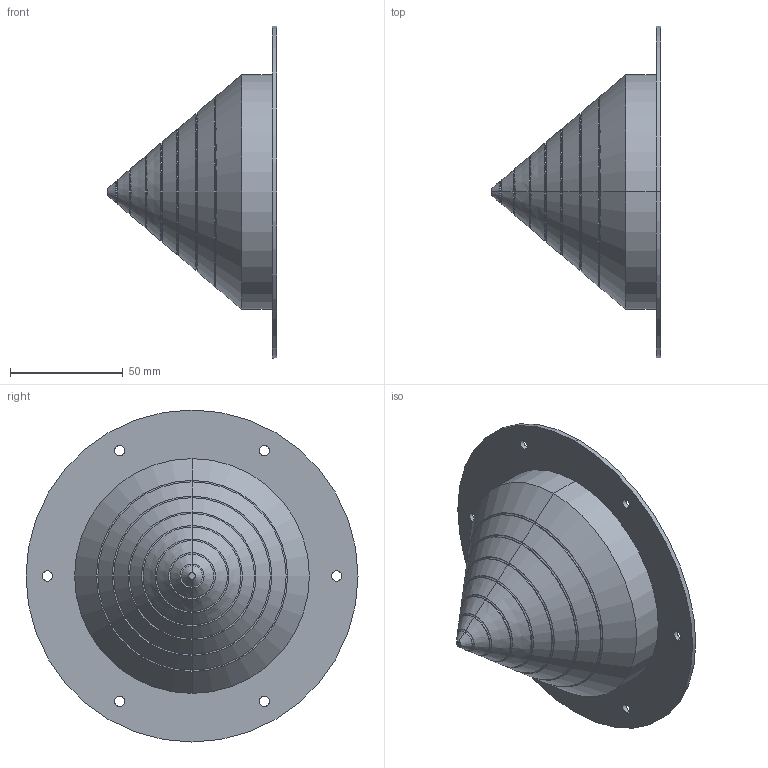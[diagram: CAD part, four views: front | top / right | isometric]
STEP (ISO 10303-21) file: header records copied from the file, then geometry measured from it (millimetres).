
FILE_DESCRIPTION (( 'STEP AP203' ), '1' );
FILE_NAME ('Dummy-PIPEtite-(0-95)-BODY.STEP', '2012-10-03T00:21:30', ( 'user' ), ( '' ), 'SwSTEP 2.0', 'SolidWorks 2012', '' );
FILE_SCHEMA (( 'CONFIG_CONTROL_DESIGN' ));
Length unit declared in the file: millimetre
Products named in the file (1): Dummy-PIPEtite-(0-95)-BODY
Bounding box: 75 x 147 x 147 mm (x, y, z)
Volume: 51330.2 mm3; surface area: 53357.7 mm2
Topology: 1 solids, 1 shells, 67 faces, 146 edges, 81 vertices
Faces by surface type: torus 28, cylinder 18, cone 18, plane 3
Entity records: 1927 total; most frequent: DIRECTION 388, CARTESIAN_POINT 293, ORIENTED_EDGE 288, AXIS2_PLACEMENT_3D 176, EDGE_CURVE 144, CIRCLE 108, EDGE_LOOP 81, VERTEX_POINT 81
